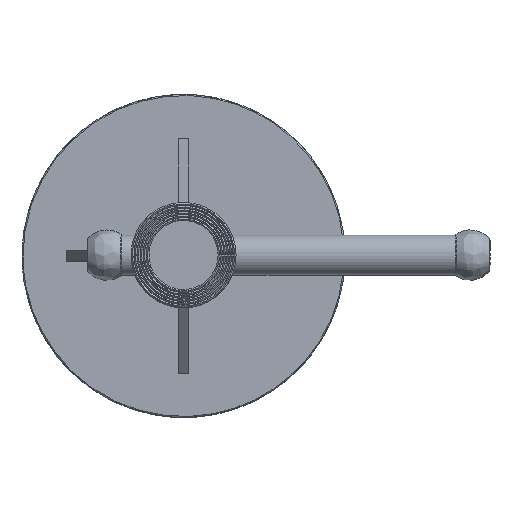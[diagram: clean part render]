
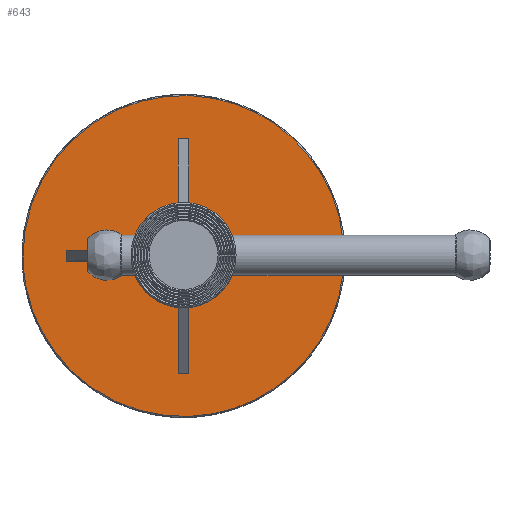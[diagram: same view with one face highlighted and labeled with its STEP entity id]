
A CAD part, top view. The second image highlights one B-rep face of the part: STEP entity #643.
In plain terms, the highlighted free-form (B-spline) face has degree [1, 1] with [2, 2] control points.
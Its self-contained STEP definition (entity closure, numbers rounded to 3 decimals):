
#465 = VERTEX_POINT('',#466);
#466 = CARTESIAN_POINT('',(29.383,0.,
    7.346));
#471 = EDGE_CURVE('',#465,#465,#472,.T.);
#472 = ( BOUNDED_CURVE() B_SPLINE_CURVE(2,(#473,#474,#475,#476,#477,#478
,#479),.UNSPECIFIED.,.T.,.F.) B_SPLINE_CURVE_WITH_KNOTS((1,2,2,2,2,1),(
    -2.094,0.,2.094,4.189,6.283,
8.378),.UNSPECIFIED.) CURVE() GEOMETRIC_REPRESENTATION_ITEM() 
RATIONAL_B_SPLINE_CURVE((1.,0.5,1.,0.5,1.,0.5,1.)) REPRESENTATION_ITEM(
  '') );
#473 = CARTESIAN_POINT('',(29.383,0.,7.346));
#474 = CARTESIAN_POINT('',(29.383,-50.893,
    7.346));
#475 = CARTESIAN_POINT('',(-14.691,-25.446,
    7.346));
#476 = CARTESIAN_POINT('',(-58.766,0.,
    7.346));
#477 = CARTESIAN_POINT('',(-14.691,25.446,
    7.346));
#478 = CARTESIAN_POINT('',(29.383,50.893,
    7.346));
#479 = CARTESIAN_POINT('',(29.383,0.,7.346));
#608 = VERTEX_POINT('',#609);
#609 = CARTESIAN_POINT('',(-116.797,0.,
    7.346));
#614 = EDGE_CURVE('',#608,#608,#615,.T.);
#615 = ( BOUNDED_CURVE() B_SPLINE_CURVE(2,(#616,#617,#618,#619,#620,#621
,#622),.UNSPECIFIED.,.T.,.F.) B_SPLINE_CURVE_WITH_KNOTS((3,2,2,3),(
    3.142,5.236,7.33,9.425),
.PIECEWISE_BEZIER_KNOTS.) CURVE() GEOMETRIC_REPRESENTATION_ITEM() 
RATIONAL_B_SPLINE_CURVE((1.,0.5,1.,0.5,1.,0.5,1.)) REPRESENTATION_ITEM(
  '') );
#616 = CARTESIAN_POINT('',(-116.797,0.,
    7.346));
#617 = CARTESIAN_POINT('',(-116.797,202.298,
    7.346));
#618 = CARTESIAN_POINT('',(58.398,101.149,
    7.346));
#619 = CARTESIAN_POINT('',(233.593,0.,
    7.346));
#620 = CARTESIAN_POINT('',(58.398,-101.149,
    7.346));
#621 = CARTESIAN_POINT('',(-116.797,-202.298,
    7.346));
#622 = CARTESIAN_POINT('',(-116.797,0.,
    7.346));
#643 = ADVANCED_FACE('',(#644,#647),#650,.T.);
#644 = FACE_BOUND('',#645,.T.);
#645 = EDGE_LOOP('',(#646));
#646 = ORIENTED_EDGE('',*,*,#614,.F.);
#647 = FACE_BOUND('',#648,.T.);
#648 = EDGE_LOOP('',(#649));
#649 = ORIENTED_EDGE('',*,*,#471,.T.);
#650 = B_SPLINE_SURFACE_WITH_KNOTS('',1,1,(
    (#651,#652)
    ,(#653,#654
    )),.UNSPECIFIED.,.F.,.F.,.F.,(2,2),(2,2),(0.5,159.5),(-79.5,79.5),
  .PIECEWISE_BEZIER_KNOTS.);
#651 = CARTESIAN_POINT('',(-116.797,-116.797,
    7.346));
#652 = CARTESIAN_POINT('',(-116.797,116.797,
    7.346));
#653 = CARTESIAN_POINT('',(116.797,-116.797,
    7.346));
#654 = CARTESIAN_POINT('',(116.797,116.797,
    7.346));
